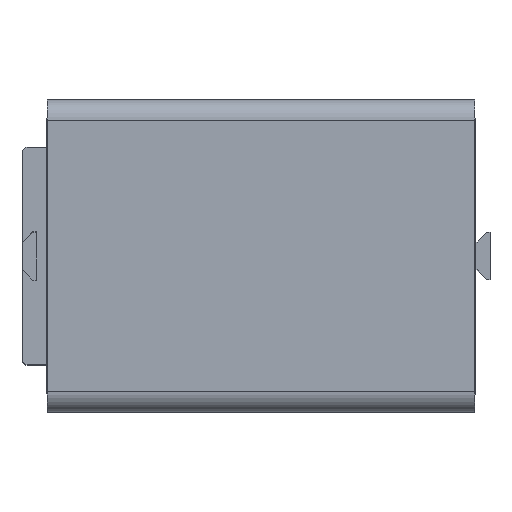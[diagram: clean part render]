
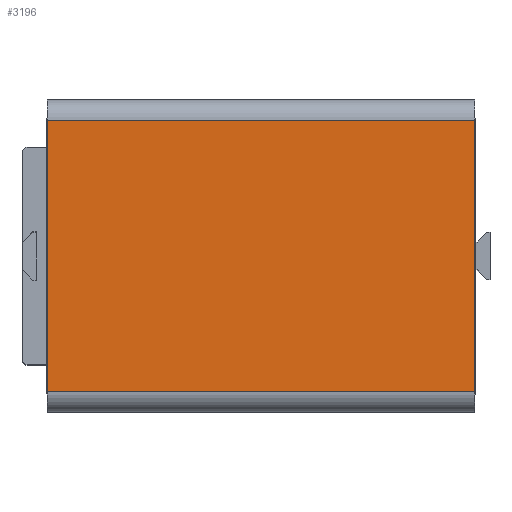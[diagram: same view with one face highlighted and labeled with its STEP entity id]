
A CAD part, top view. The second image highlights one B-rep face of the part: STEP entity #3196.
In plain terms, the highlighted planar face has unit normal (0, 0, 1).
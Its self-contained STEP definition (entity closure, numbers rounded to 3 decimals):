
#1016=DIRECTION('',(0.,-1.,0.));
#1017=VECTOR('',#1016,22.4);
#1018=CARTESIAN_POINT('',(-17.234,11.2,14.9));
#1019=LINE('',#1018,#1017);
#1053=DIRECTION('',(0.,-1.,0.));
#1054=VECTOR('',#1053,22.4);
#1055=CARTESIAN_POINT('',(18.066,11.2,14.9));
#1056=LINE('',#1055,#1054);
#1057=DIRECTION('',(1.,0.,0.));
#1058=VECTOR('',#1057,35.3);
#1059=CARTESIAN_POINT('',(-17.234,11.2,14.9));
#1060=LINE('',#1059,#1058);
#1061=DIRECTION('',(1.,0.,0.));
#1062=VECTOR('',#1061,35.3);
#1063=CARTESIAN_POINT('',(-17.234,-11.2,14.9));
#1064=LINE('',#1063,#1062);
#1525=CARTESIAN_POINT('',(18.066,-11.2,14.9));
#1526=VERTEX_POINT('',#1525);
#1527=CARTESIAN_POINT('',(18.066,11.2,14.9));
#1528=VERTEX_POINT('',#1527);
#1549=CARTESIAN_POINT('',(-17.234,11.2,14.9));
#1550=VERTEX_POINT('',#1549);
#1551=CARTESIAN_POINT('',(-17.234,-11.2,14.9));
#1552=VERTEX_POINT('',#1551);
#3184=CARTESIAN_POINT('',(0.416,0.,14.9));
#3185=DIRECTION('',(0.,0.,1.));
#3186=DIRECTION('',(0.,-1.,0.));
#3187=AXIS2_PLACEMENT_3D('',#3184,#3185,#3186);
#3188=PLANE('',#3187);
#3189=ORIENTED_EDGE('',*,*,#2655,.T.);
#3191=ORIENTED_EDGE('',*,*,#3190,.F.);
#3192=ORIENTED_EDGE('',*,*,#3146,.F.);
#3193=ORIENTED_EDGE('',*,*,#3177,.T.);
#3194=EDGE_LOOP('',(#3189,#3191,#3192,#3193));
#3195=FACE_OUTER_BOUND('',#3194,.F.);
#2655=EDGE_CURVE('',#1528,#1526,#1056,.T.);
#3146=EDGE_CURVE('',#1550,#1552,#1019,.T.);
#3177=EDGE_CURVE('',#1550,#1528,#1060,.T.);
#3190=EDGE_CURVE('',#1552,#1526,#1064,.T.);
#3196=ADVANCED_FACE('',(#3195),#3188,.T.);
